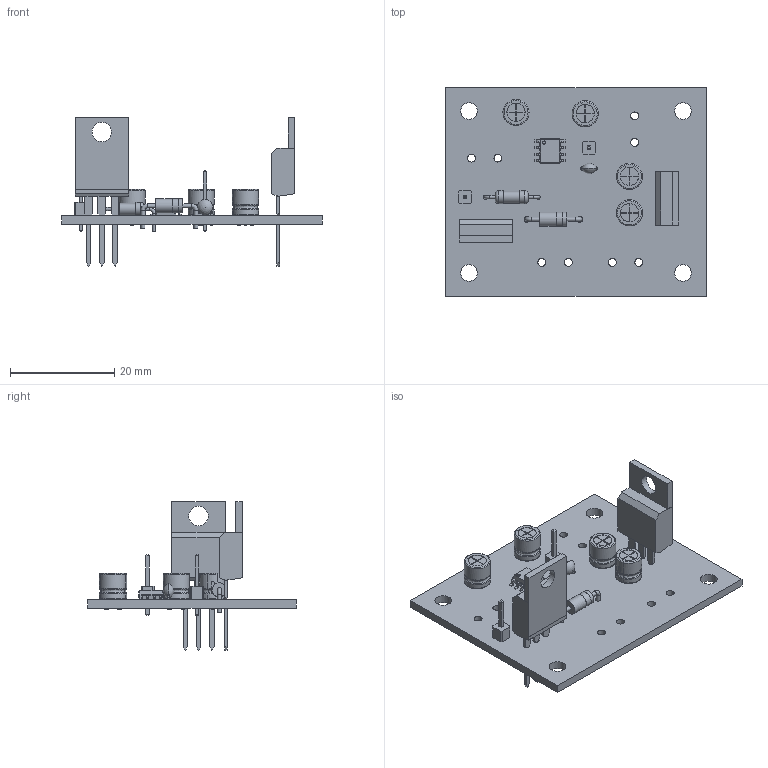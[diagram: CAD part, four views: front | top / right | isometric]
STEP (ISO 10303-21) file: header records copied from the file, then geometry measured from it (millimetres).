
FILE_DESCRIPTION(('KiCad electronic assembly'),'2;1');
FILE_NAME('STEP (2nd PCB).step','2024-12-02T13:50:33',('Pcbnew'),( 'Kicad'),'Open CASCADE STEP processor 7.8','KiCad to STEP converter' ,'Unknown');
FILE_SCHEMA(('AUTOMOTIVE_DESIGN { 1 0 10303 214 1 1 1 1 }'));
Length unit declared in the file: millimetre
Products named in the file (16): STEP (2nd PCB) 1; CP_Radial_D5.0mm_P2.50mm; CP_Radial_D50mm_P250mm; D_DO-41_SOD81_P10.16mm_Horizontal; PinHeader_1x01_P2.54mm_Vertical; PinHeader_1x01_P254mm_Vertical; C_Disc_D3.0mm_W2.0mm_P2.50mm; C_Disc_D30mm_W20mm_P250mm; TO-220-3_Vertical; R_Axial_DIN0207_L6.3mm_D2.5mm_P10.16mm_Horizontal; R_Axial_DIN0207_L63mm_D25mm_P1016mm_Horizontal; SOIC-8_3.9x4.9mm_P1.27mm; SOIC_8_39x49mm_P127mm; 2nd PCB_PCB
Assembly tree (20 placements, depth 3):
  STEP (2nd PCB) 1
    CP_Radial_D5.0mm_P2.50mm  x4
      CP_Radial_D50mm_P250mm
    D_DO-41_SOD81_P10.16mm_Horizontal
      D_DO-41_SOD81_P10.16mm_Horizontal
    PinHeader_1x01_P2.54mm_Vertical  x2
      PinHeader_1x01_P254mm_Vertical
    C_Disc_D3.0mm_W2.0mm_P2.50mm
      C_Disc_D30mm_W20mm_P250mm
    TO-220-3_Vertical  x2
      TO-220-3_Vertical
    R_Axial_DIN0207_L6.3mm_D2.5mm_P10.16mm_Horizontal
      R_Axial_DIN0207_L63mm_D25mm_P1016mm_Horizontal
    SOIC-8_3.9x4.9mm_P1.27mm
      SOIC_8_39x49mm_P127mm
    2nd PCB_PCB
Bounding box: 50 x 40 x 28.52 mm (x, y, z)
Volume: 4591.7 mm3; surface area: 6563 mm2
Topology: 13 solids, 17 shells, 588 faces, 1466 edges, 931 vertices
Faces by surface type: plane 353, cylinder 141, bspline 56, revolution 22, torus 14, sphere 2
Full cylindrical faces by diameter (mm): 0.5 x10, 0.6 x5, 0.8 x16, 1 x2, 1.1 x8, 1.52 x8, 2.25 x1, 2.5 x2, 2.7 x2, 2.72 x1, 3.2 x4, 3.735 x2
Entity records: 14331 total; most frequent: CARTESIAN_POINT 2927, ORIENTED_EDGE 1828, DIRECTION 1778, EDGE_CURVE 914, LINE 617, VECTOR 617, VERTEX_POINT 580, AXIS2_PLACEMENT_3D 577
